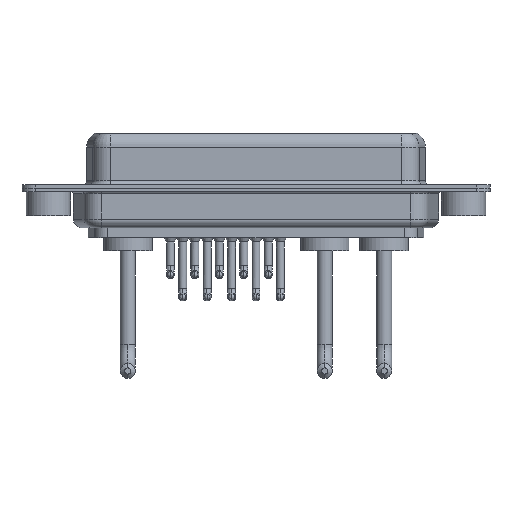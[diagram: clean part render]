
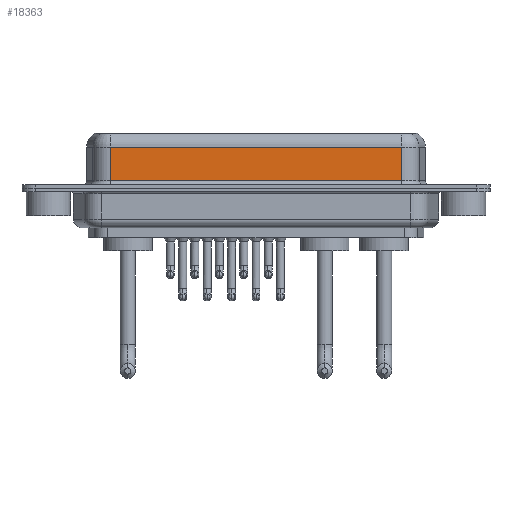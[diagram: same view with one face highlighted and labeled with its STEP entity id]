
A CAD part, front view. The second image highlights one B-rep face of the part: STEP entity #18363.
In plain terms, the highlighted planar face has unit normal (0, -1, 0).
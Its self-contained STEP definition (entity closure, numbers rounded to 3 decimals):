
#115 = CARTESIAN_POINT ( 'NONE',  ( 7.013, -3.95, 0.9 ) ) ;
#223 = EDGE_CURVE ( 'NONE', #18442, #646, #711, .T. ) ;
#311 = VECTOR ( 'NONE', #16128, 1000. ) ;
#646 = VERTEX_POINT ( 'NONE', #115 ) ;
#700 = VECTOR ( 'NONE', #11400, 1000. ) ;
#711 = LINE ( 'NONE', #16188, #16884 ) ;
#1704 = VECTOR ( 'NONE', #2574, 1000. ) ;
#1885 = AXIS2_PLACEMENT_3D ( 'NONE', #6993, #17413, #11439 ) ;
#2574 = DIRECTION ( 'NONE',  ( -1., 0., 0. ) ) ;
#3296 = ORIENTED_EDGE ( 'NONE', *, *, #10769, .F. ) ;
#4686 = ORIENTED_EDGE ( 'NONE', *, *, #223, .T. ) ;
#4849 = EDGE_CURVE ( 'NONE', #13046, #18442, #15972, .T. ) ;
#5652 = CARTESIAN_POINT ( 'NONE',  ( 40.037, -3.95, 4.65 ) ) ;
#5796 = LINE ( 'NONE', #17576, #311 ) ;
#6256 = EDGE_LOOP ( 'NONE', ( #3296, #17181, #4686, #13024 ) ) ;
#6993 = CARTESIAN_POINT ( 'NONE',  ( 40.037, -3.95, 6.4 ) ) ;
#7238 = CARTESIAN_POINT ( 'NONE',  ( 40.037, -3.95, 0.9 ) ) ;
#7371 = CARTESIAN_POINT ( 'NONE',  ( 7.013, -3.95, 4.65 ) ) ;
#10769 = EDGE_CURVE ( 'NONE', #13046, #16852, #5796, .T. ) ;
#11400 = DIRECTION ( 'NONE',  ( 1., 0., 0. ) ) ;
#11439 = DIRECTION ( 'NONE',  ( 0., 0., 1. ) ) ;
#11530 = FACE_OUTER_BOUND ( 'NONE', #6256, .T. ) ;
#12035 = CARTESIAN_POINT ( 'NONE',  ( 40.037, -3.95, 4.65 ) ) ;
#12494 = DIRECTION ( 'NONE',  ( 0., 0., -1. ) ) ;
#12963 = PLANE ( 'NONE',  #1885 ) ;
#12994 = EDGE_CURVE ( 'NONE', #646, #16852, #16105, .T. ) ;
#13024 = ORIENTED_EDGE ( 'NONE', *, *, #12994, .T. ) ;
#13046 = VERTEX_POINT ( 'NONE', #12035 ) ;
#15972 = LINE ( 'NONE', #5652, #1704 ) ;
#16105 = LINE ( 'NONE', #7238, #700 ) ;
#16128 = DIRECTION ( 'NONE',  ( 0., 0., -1. ) ) ;
#16188 = CARTESIAN_POINT ( 'NONE',  ( 7.013, -3.95, 6.4 ) ) ;
#16852 = VERTEX_POINT ( 'NONE', #19000 ) ;
#16884 = VECTOR ( 'NONE', #12494, 1000. ) ;
#17181 = ORIENTED_EDGE ( 'NONE', *, *, #4849, .T. ) ;
#17413 = DIRECTION ( 'NONE',  ( 0., 1., 0. ) ) ;
#17576 = CARTESIAN_POINT ( 'NONE',  ( 40.037, -3.95, 6.4 ) ) ;
#18363 = ADVANCED_FACE ( 'NONE', ( #11530 ), #12963, .F. ) ;
#18442 = VERTEX_POINT ( 'NONE', #7371 ) ;
#19000 = CARTESIAN_POINT ( 'NONE',  ( 40.037, -3.95, 0.9 ) ) ;
